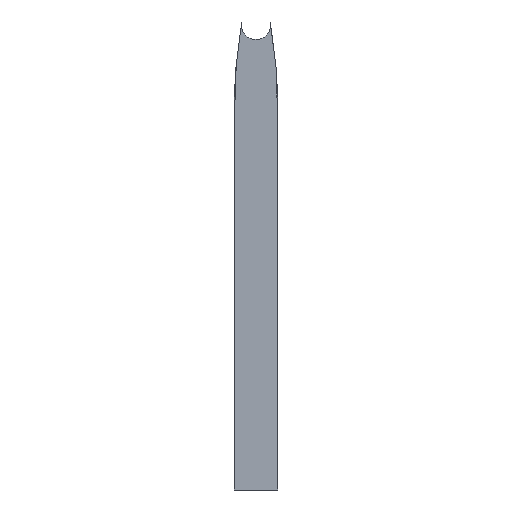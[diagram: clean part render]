
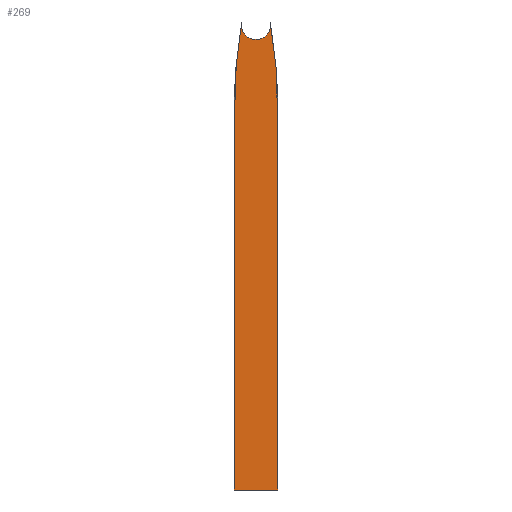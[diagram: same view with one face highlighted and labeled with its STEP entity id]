
A CAD part, left-side view. The second image highlights one B-rep face of the part: STEP entity #269.
In plain terms, the highlighted planar face has unit normal (-1, 0, 0).
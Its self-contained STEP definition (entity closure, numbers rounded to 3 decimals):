
#3 = AXIS2_PLACEMENT_3D ( 'NONE', #581, #772, #946 ) ;
#14 = CARTESIAN_POINT ( 'NONE',  ( -125., 27., -125. ) ) ;
#37 = DIRECTION ( 'NONE',  ( -1., 0., 0. ) ) ;
#113 = ORIENTED_EDGE ( 'NONE', *, *, #1150, .F. ) ;
#118 = CARTESIAN_POINT ( 'NONE',  ( -125., -27., -572. ) ) ;
#137 = VERTEX_POINT ( 'NONE', #475 ) ;
#162 = EDGE_CURVE ( 'NONE', #137, #1128, #909, .T. ) ;
#166 = CIRCLE ( 'NONE', #3, 18. ) ;
#206 = CARTESIAN_POINT ( 'NONE',  ( -125., 22.886, -22.822 ) ) ;
#225 = ORIENTED_EDGE ( 'NONE', *, *, #453, .T. ) ;
#269 = ADVANCED_FACE ( 'NONE', ( #688 ), #873, .T. ) ;
#300 = EDGE_CURVE ( 'NONE', #1001, #137, #166, .T. ) ;
#318 = DIRECTION ( 'NONE',  ( 0., 1., 0. ) ) ;
#323 = CARTESIAN_POINT ( 'NONE',  ( -125., 27., -572. ) ) ;
#345 = DIRECTION ( 'NONE',  ( 0., 0., 1. ) ) ;
#393 = DIRECTION ( 'NONE',  ( 0., 0., 1. ) ) ;
#412 = EDGE_CURVE ( 'NONE', #1125, #1001, #875, .T. ) ;
#421 = CARTESIAN_POINT ( 'NONE',  ( -125., 27., -125. ) ) ;
#431 = CARTESIAN_POINT ( 'NONE',  ( -125., -27., -125. ) ) ;
#453 = EDGE_CURVE ( 'NONE', #642, #1125, #797, .T. ) ;
#475 = CARTESIAN_POINT ( 'NONE',  ( -125., 17.655, 3.507 ) ) ;
#483 = LINE ( 'NONE', #1136, #942 ) ;
#507 = ORIENTED_EDGE ( 'NONE', *, *, #412, .T. ) ;
#537 = ORIENTED_EDGE ( 'NONE', *, *, #810, .F. ) ;
#540 = VECTOR ( 'NONE', #345, 1000. ) ;
#560 = CARTESIAN_POINT ( 'NONE',  ( -125., -17.655, 3.507 ) ) ;
#581 = CARTESIAN_POINT ( 'NONE',  ( -125., 0., 0. ) ) ;
#642 = VERTEX_POINT ( 'NONE', #118 ) ;
#688 = FACE_OUTER_BOUND ( 'NONE', #775, .T. ) ;
#699 = CARTESIAN_POINT ( 'NONE',  ( -125., -27., -125. ) ) ;
#726 = VERTEX_POINT ( 'NONE', #323 ) ;
#728 = CARTESIAN_POINT ( 'NONE',  ( -125., 27., -65.313 ) ) ;
#772 = DIRECTION ( 'NONE',  ( 1., 0., 0. ) ) ;
#775 = EDGE_LOOP ( 'NONE', ( #507, #1021, #844, #113, #537, #225 ) ) ;
#797 = LINE ( 'NONE', #1069, #540 ) ;
#804 = CARTESIAN_POINT ( 'NONE',  ( -125., -27., -65.313 ) ) ;
#810 = EDGE_CURVE ( 'NONE', #642, #726, #483, .T. ) ;
#827 = AXIS2_PLACEMENT_3D ( 'NONE', #856, #37, #393 ) ;
#844 = ORIENTED_EDGE ( 'NONE', *, *, #162, .T. ) ;
#856 = CARTESIAN_POINT ( 'NONE',  ( -125., -27., 20. ) ) ;
#873 = PLANE ( 'NONE',  #827 ) ;
#875 = B_SPLINE_CURVE_WITH_KNOTS ( 'NONE', 3,
 ( #431, #804, #892, #982 ),
 .UNSPECIFIED., .F., .F.,
 ( 4, 4 ),
 ( 0., 1. ),
 .UNSPECIFIED. ) ;
#889 = VECTOR ( 'NONE', #971, 1000. ) ;
#892 = CARTESIAN_POINT ( 'NONE',  ( -125., -22.886, -22.822 ) ) ;
#909 = B_SPLINE_CURVE_WITH_KNOTS ( 'NONE', 3,
 ( #1010, #206, #728, #14 ),
 .UNSPECIFIED., .F., .F.,
 ( 4, 4 ),
 ( 0., 1. ),
 .UNSPECIFIED. ) ;
#942 = VECTOR ( 'NONE', #318, 1000. ) ;
#946 = DIRECTION ( 'NONE',  ( 0., 0., -1. ) ) ;
#967 = CARTESIAN_POINT ( 'NONE',  ( -125., 27., 20. ) ) ;
#971 = DIRECTION ( 'NONE',  ( 0., 0., 1. ) ) ;
#982 = CARTESIAN_POINT ( 'NONE',  ( -125., -17.655, 3.507 ) ) ;
#1001 = VERTEX_POINT ( 'NONE', #560 ) ;
#1010 = CARTESIAN_POINT ( 'NONE',  ( -125., 17.655, 3.507 ) ) ;
#1021 = ORIENTED_EDGE ( 'NONE', *, *, #300, .T. ) ;
#1069 = CARTESIAN_POINT ( 'NONE',  ( -125., -27., 20. ) ) ;
#1125 = VERTEX_POINT ( 'NONE', #699 ) ;
#1128 = VERTEX_POINT ( 'NONE', #421 ) ;
#1133 = LINE ( 'NONE', #967, #889 ) ;
#1136 = CARTESIAN_POINT ( 'NONE',  ( -125., -27., -572. ) ) ;
#1150 = EDGE_CURVE ( 'NONE', #726, #1128, #1133, .T. ) ;
